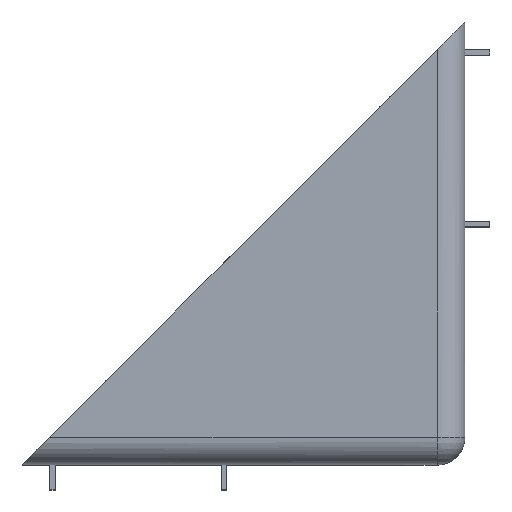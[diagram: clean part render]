
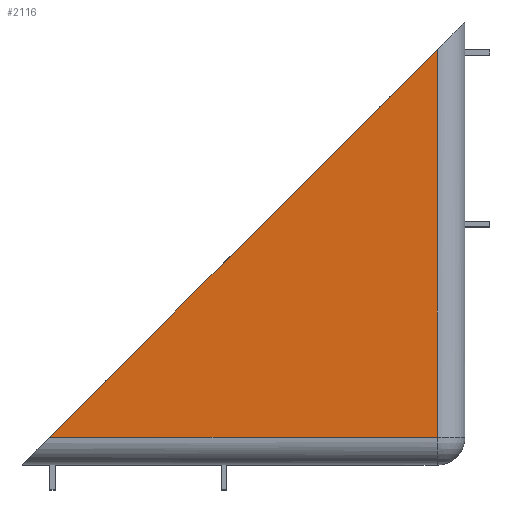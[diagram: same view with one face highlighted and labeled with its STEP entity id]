
A CAD part, top view. The second image highlights one B-rep face of the part: STEP entity #2116.
In plain terms, the highlighted planar face has unit normal (0, 0, 1).
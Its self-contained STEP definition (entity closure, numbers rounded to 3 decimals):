
#11 = FACE_OUTER_BOUND ( 'NONE', #2699, .T. ) ;
#32 = CARTESIAN_POINT ( 'NONE',  ( -0.255, -48.542, 39.4 ) ) ;
#43 = VERTEX_POINT ( 'NONE', #1338 ) ;
#118 = EDGE_CURVE ( 'NONE', #2425, #2935, #2846, .T. ) ;
#138 = CARTESIAN_POINT ( 'NONE',  ( 69.745, 21.458, 39.4 ) ) ;
#415 = CARTESIAN_POINT ( 'NONE',  ( 69.745, 21.458, 39.4 ) ) ;
#588 = VECTOR ( 'NONE', #2590, 1000. ) ;
#630 = CARTESIAN_POINT ( 'NONE',  ( 0., 0., 39.4 ) ) ;
#740 = ORIENTED_EDGE ( 'NONE', *, *, #3096, .T. ) ;
#866 = ORIENTED_EDGE ( 'NONE', *, *, #2524, .T. ) ;
#937 = PLANE ( 'NONE',  #1467 ) ;
#957 = CARTESIAN_POINT ( 'NONE',  ( 69.745, 21.458, 39.4 ) ) ;
#1338 = CARTESIAN_POINT ( 'NONE',  ( 69.745, -48.542, 39.4 ) ) ;
#1467 = AXIS2_PLACEMENT_3D ( 'NONE', #630, #3664, #3047 ) ;
#1749 = VECTOR ( 'NONE', #2498, 1000. ) ;
#1943 = VECTOR ( 'NONE', #2488, 1000. ) ;
#1990 = LINE ( 'NONE', #32, #1749 ) ;
#2072 = CARTESIAN_POINT ( 'NONE',  ( -0.255, -48.542, 39.4 ) ) ;
#2116 = ADVANCED_FACE ( 'NONE', ( #11 ), #937, .T. ) ;
#2425 = VERTEX_POINT ( 'NONE', #415 ) ;
#2488 = DIRECTION ( 'NONE',  ( 0., 1., 0. ) ) ;
#2498 = DIRECTION ( 'NONE',  ( 1., 0., 0. ) ) ;
#2524 = EDGE_CURVE ( 'NONE', #43, #2425, #3860, .T. ) ;
#2590 = DIRECTION ( 'NONE',  ( -0.707, -0.707, 0. ) ) ;
#2699 = EDGE_LOOP ( 'NONE', ( #866, #2915, #740 ) ) ;
#2846 = LINE ( 'NONE', #138, #588 ) ;
#2915 = ORIENTED_EDGE ( 'NONE', *, *, #118, .T. ) ;
#2935 = VERTEX_POINT ( 'NONE', #2072 ) ;
#3047 = DIRECTION ( 'NONE',  ( 1., 0., 0. ) ) ;
#3096 = EDGE_CURVE ( 'NONE', #2935, #43, #1990, .T. ) ;
#3664 = DIRECTION ( 'NONE',  ( 0., 0., 1. ) ) ;
#3860 = LINE ( 'NONE', #957, #1943 ) ;
